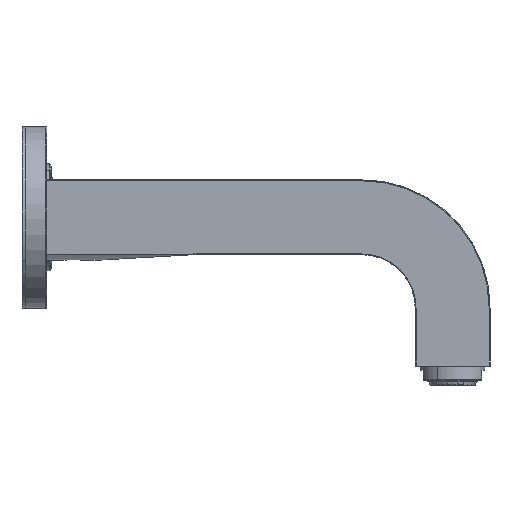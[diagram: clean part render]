
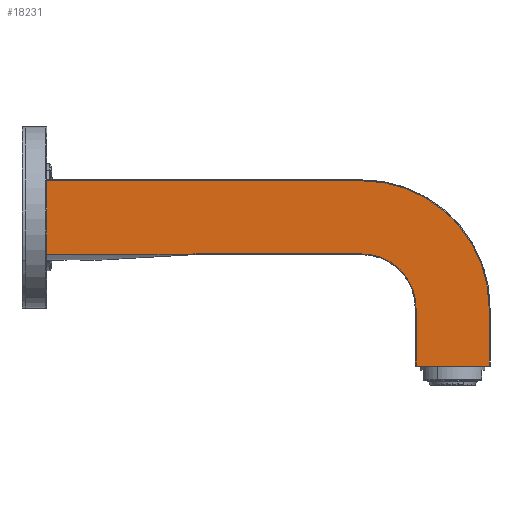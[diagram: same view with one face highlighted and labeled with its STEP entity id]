
A CAD part, front view. The second image highlights one B-rep face of the part: STEP entity #18231.
In plain terms, the highlighted planar face has unit normal (0, -1, 0).
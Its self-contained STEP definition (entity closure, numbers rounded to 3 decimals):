
#15626=CARTESIAN_POINT(' ',(0.,-14.,-13.774));
#15631=DIRECTION(' ',(0.,0.,1.));
#15636=VECTOR(' ',#15631,1.);
#15641=LINE('',#15626,#15636);
#15646=CARTESIAN_POINT(' ',(0.,-14.,-13.774));
#15647=VERTEX_POINT(' ',#15646);
#15651=CARTESIAN_POINT(' ',(0.,-14.,13.7));
#15652=VERTEX_POINT(' ',#15651);
#15656=EDGE_CURVE(' ',#15647,#15652,#15641,.T.);
#17866=DIRECTION(' ',(0.,-1.,0.));
#17871=CARTESIAN_POINT(' ',(165.7,-14.,13.7));
#17876=DIRECTION(' ',(-1.,0.,0.));
#17881=AXIS2_PLACEMENT_3D(' ',#17871,#17866,#17876);
#17886=PLANE('',#17881);
#17891=CARTESIAN_POINT(' ',(53.691,-14.,-13.774));
#17896=DIRECTION(' ',(-1.,0.,0.));
#17901=VECTOR(' ',#17896,1.);
#17906=LINE('',#17891,#17901);
#17911=CARTESIAN_POINT(' ',(53.691,-14.,-13.774));
#17912=VERTEX_POINT(' ',#17911);
#17916=EDGE_CURVE(' ',#17912,#15647,#17906,.T.);
#17921=ORIENTED_EDGE(' ',*,*,#17916,.F.);
#17926=CARTESIAN_POINT(' ',(56.427,-14.,-64.));
#17931=DIRECTION(' ',(0.,-1.,-0.));
#17936=DIRECTION(' ',(0.,0.,1.));
#17941=AXIS2_PLACEMENT_3D(' ',#17926,#17931,#17936);
#17946=CIRCLE('',#17941,50.3);
#17951=CARTESIAN_POINT(' ',(56.409,-14.,-13.7));
#17952=VERTEX_POINT(' ',#17951);
#17956=EDGE_CURVE(' ',#17952,#17912,#17946,.T.);
#17961=ORIENTED_EDGE(' ',*,*,#17956,.F.);
#17966=CARTESIAN_POINT(' ',(56.409,-14.,-13.7));
#17971=DIRECTION(' ',(1.,0.,0.));
#17976=VECTOR(' ',#17971,1.);
#17981=LINE('',#17966,#17976);
#17986=CARTESIAN_POINT(' ',(118.,-14.,-13.7));
#17987=VERTEX_POINT(' ',#17986);
#17991=EDGE_CURVE(' ',#17952,#17987,#17981,.T.);
#17996=ORIENTED_EDGE(' ',*,*,#17991,.T.);
#18001=CARTESIAN_POINT(' ',(118.,-14.,-34.));
#18006=DIRECTION(' ',(0.,1.,0.));
#18011=DIRECTION(' ',(0.,0.,1.));
#18016=AXIS2_PLACEMENT_3D(' ',#18001,#18006,#18011);
#18021=CIRCLE('',#18016,20.3);
#18026=CARTESIAN_POINT(' ',(138.3,-14.,-34.));
#18027=VERTEX_POINT(' ',#18026);
#18031=EDGE_CURVE(' ',#17987,#18027,#18021,.T.);
#18036=ORIENTED_EDGE(' ',*,*,#18031,.T.);
#18041=CARTESIAN_POINT(' ',(138.3,-14.,-34.));
#18046=DIRECTION(' ',(0.,0.,-1.));
#18051=VECTOR(' ',#18046,1.);
#18056=LINE('',#18041,#18051);
#18061=CARTESIAN_POINT(' ',(138.3,-14.,-55.7));
#18062=VERTEX_POINT(' ',#18061);
#18066=EDGE_CURVE(' ',#18027,#18062,#18056,.T.);
#18071=ORIENTED_EDGE(' ',*,*,#18066,.T.);
#18076=CARTESIAN_POINT(' ',(138.3,-14.,-55.7));
#18081=DIRECTION(' ',(1.,0.,0.));
#18086=VECTOR(' ',#18081,1.);
#18091=LINE('',#18076,#18086);
#18096=CARTESIAN_POINT(' ',(165.7,-14.,-55.7));
#18097=VERTEX_POINT(' ',#18096);
#18101=EDGE_CURVE(' ',#18062,#18097,#18091,.T.);
#18106=ORIENTED_EDGE(' ',*,*,#18101,.T.);
#18111=CARTESIAN_POINT(' ',(165.7,-14.,-55.7));
#18116=DIRECTION(' ',(0.,0.,1.));
#18121=VECTOR(' ',#18116,1.);
#18126=LINE('',#18111,#18121);
#18131=CARTESIAN_POINT(' ',(165.7,-14.,-34.));
#18132=VERTEX_POINT(' ',#18131);
#18136=EDGE_CURVE(' ',#18097,#18132,#18126,.T.);
#18141=ORIENTED_EDGE(' ',*,*,#18136,.T.);
#18146=CARTESIAN_POINT(' ',(118.,-14.,-34.));
#18151=DIRECTION(' ',(0.,-1.,0.));
#18156=DIRECTION(' ',(1.,0.,0.));
#18161=AXIS2_PLACEMENT_3D(' ',#18146,#18151,#18156);
#18166=CIRCLE('',#18161,47.7);
#18171=CARTESIAN_POINT(' ',(118.,-14.,13.7));
#18172=VERTEX_POINT(' ',#18171);
#18176=EDGE_CURVE(' ',#18132,#18172,#18166,.T.);
#18181=ORIENTED_EDGE(' ',*,*,#18176,.T.);
#18186=CARTESIAN_POINT(' ',(118.,-14.,13.7));
#18191=DIRECTION(' ',(-1.,0.,0.));
#18196=VECTOR(' ',#18191,1.);
#18201=LINE('',#18186,#18196);
#18206=EDGE_CURVE(' ',#18172,#15652,#18201,.T.);
#18211=ORIENTED_EDGE(' ',*,*,#18206,.T.);
#18216=ORIENTED_EDGE(' ',*,*,#15656,.F.);
#18221=EDGE_LOOP(' ',(#17921,#17961,#17996,#18036,#18071,#18106,#18141,#18181,#18211,#18216));
#18226=FACE_OUTER_BOUND(' ',#18221,.T.);
#18231=ADVANCED_FACE('',(#18226),#17886,.T.);
